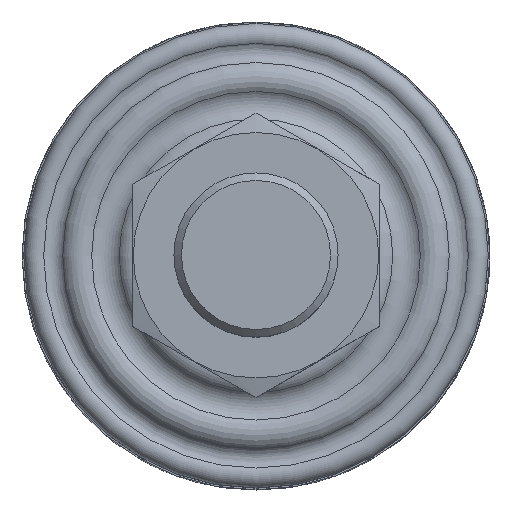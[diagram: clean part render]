
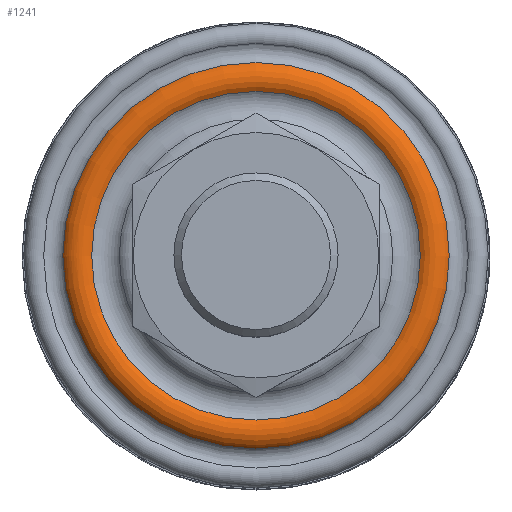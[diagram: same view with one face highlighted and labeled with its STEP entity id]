
A CAD part, top view. The second image highlights one B-rep face of the part: STEP entity #1241.
In plain terms, the highlighted toroidal (fillet/blend) face has major radius 21.55 mm and minor radius 2.4 mm.
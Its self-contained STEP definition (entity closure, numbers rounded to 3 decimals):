
#75=TOROIDAL_SURFACE('',#1341,21.55,2.4);
#307=ORIENTED_EDGE('',*,*,#472,.T.);
#308=ORIENTED_EDGE('',*,*,#473,.F.);
#472=EDGE_CURVE('',#570,#570,#635,.T.);
#473=EDGE_CURVE('',#571,#571,#636,.T.);
#570=VERTEX_POINT('',#1896);
#571=VERTEX_POINT('',#1899);
#635=CIRCLE('',#1340,20.021);
#636=CIRCLE('',#1342,23.543);
#703=EDGE_LOOP('',(#307));
#704=EDGE_LOOP('',(#308));
#798=FACE_BOUND('',#703,.T.);
#799=FACE_BOUND('',#704,.T.);
#1241=ADVANCED_FACE('',(#798,#799),#75,.T.);
#1340=AXIS2_PLACEMENT_3D('',#1895,#1531,#1532);
#1341=AXIS2_PLACEMENT_3D('',#1897,#1533,#1534);
#1342=AXIS2_PLACEMENT_3D('',#1898,#1535,#1536);
#1531=DIRECTION('',(0.,0.,-1.));
#1532=DIRECTION('',(-1.,0.,0.));
#1533=DIRECTION('',(0.,0.,-1.));
#1534=DIRECTION('',(-1.,0.,0.));
#1535=DIRECTION('',(0.,0.,-1.));
#1536=DIRECTION('',(-1.,0.,0.));
#1895=CARTESIAN_POINT('',(0.,0.,112.55));
#1896=CARTESIAN_POINT('',(-20.021,0.,112.55));
#1897=CARTESIAN_POINT('',(0.,0.,110.7));
#1898=CARTESIAN_POINT('',(0.,0.,112.037));
#1899=CARTESIAN_POINT('',(-23.543,0.,112.037));
